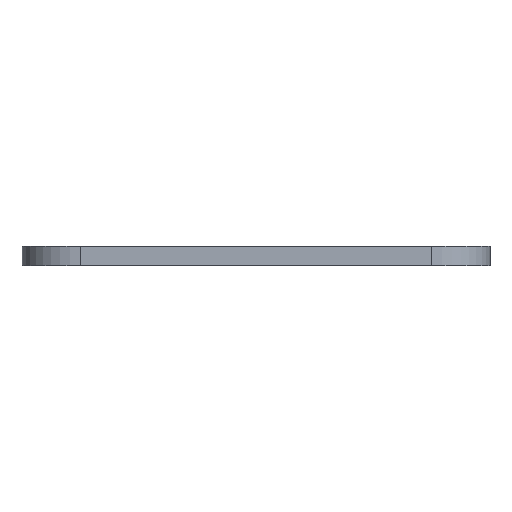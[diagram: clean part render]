
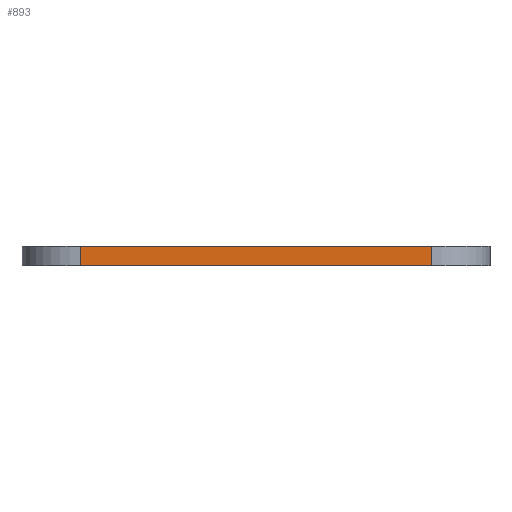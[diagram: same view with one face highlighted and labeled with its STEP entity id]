
A CAD part, left-side view. The second image highlights one B-rep face of the part: STEP entity #893.
In plain terms, the highlighted planar face has unit normal (-1, 0, 0).
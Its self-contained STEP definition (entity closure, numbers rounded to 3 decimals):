
#60 = ORIENTED_EDGE ( 'NONE', *, *, #886, .F. ) ;
#70 = ORIENTED_EDGE ( 'NONE', *, *, #388, .T. ) ;
#77 = ORIENTED_EDGE ( 'NONE', *, *, #1342, .T. ) ;
#88 = CARTESIAN_POINT ( 'NONE',  ( -69., 18., 2. ) ) ;
#111 = VERTEX_POINT ( 'NONE', #1216 ) ;
#139 = CARTESIAN_POINT ( 'NONE',  ( -69., 18., 2. ) ) ;
#191 = EDGE_CURVE ( 'NONE', #1519, #1041, #529, .T. ) ;
#200 = VECTOR ( 'NONE', #1049, 1000. ) ;
#299 = PLANE ( 'NONE',  #774 ) ;
#305 = LINE ( 'NONE', #1111, #854 ) ;
#317 = CARTESIAN_POINT ( 'NONE',  ( -69., -18., 2. ) ) ;
#388 = EDGE_CURVE ( 'NONE', #111, #1181, #1247, .T. ) ;
#529 = LINE ( 'NONE', #1004, #578 ) ;
#578 = VECTOR ( 'NONE', #1294, 1000. ) ;
#630 = DIRECTION ( 'NONE',  ( 0., 0., -1. ) ) ;
#774 = AXIS2_PLACEMENT_3D ( 'NONE', #139, #1472, #630 ) ;
#819 = FACE_OUTER_BOUND ( 'NONE', #1012, .T. ) ;
#854 = VECTOR ( 'NONE', #1262, 1000. ) ;
#886 = EDGE_CURVE ( 'NONE', #111, #1519, #1322, .T. ) ;
#893 = ADVANCED_FACE ( 'NONE', ( #819 ), #299, .F. ) ;
#977 = DIRECTION ( 'NONE',  ( 0., -1., 0. ) ) ;
#1004 = CARTESIAN_POINT ( 'NONE',  ( -69., -18., 2. ) ) ;
#1010 = CARTESIAN_POINT ( 'NONE',  ( -69., -18., 0. ) ) ;
#1012 = EDGE_LOOP ( 'NONE', ( #77, #1037, #60, #70 ) ) ;
#1037 = ORIENTED_EDGE ( 'NONE', *, *, #191, .F. ) ;
#1041 = VERTEX_POINT ( 'NONE', #1010 ) ;
#1049 = DIRECTION ( 'NONE',  ( 0., 0., -1. ) ) ;
#1111 = CARTESIAN_POINT ( 'NONE',  ( -69., 18., 0. ) ) ;
#1181 = VERTEX_POINT ( 'NONE', #1236 ) ;
#1216 = CARTESIAN_POINT ( 'NONE',  ( -69., 18., 2. ) ) ;
#1236 = CARTESIAN_POINT ( 'NONE',  ( -69., 18., 0. ) ) ;
#1247 = LINE ( 'NONE', #88, #200 ) ;
#1262 = DIRECTION ( 'NONE',  ( 0., -1., 0. ) ) ;
#1294 = DIRECTION ( 'NONE',  ( 0., 0., -1. ) ) ;
#1319 = VECTOR ( 'NONE', #977, 1000. ) ;
#1322 = LINE ( 'NONE', #1374, #1319 ) ;
#1342 = EDGE_CURVE ( 'NONE', #1181, #1041, #305, .T. ) ;
#1374 = CARTESIAN_POINT ( 'NONE',  ( -69., 18., 2. ) ) ;
#1472 = DIRECTION ( 'NONE',  ( 1., 0., 0. ) ) ;
#1519 = VERTEX_POINT ( 'NONE', #317 ) ;
